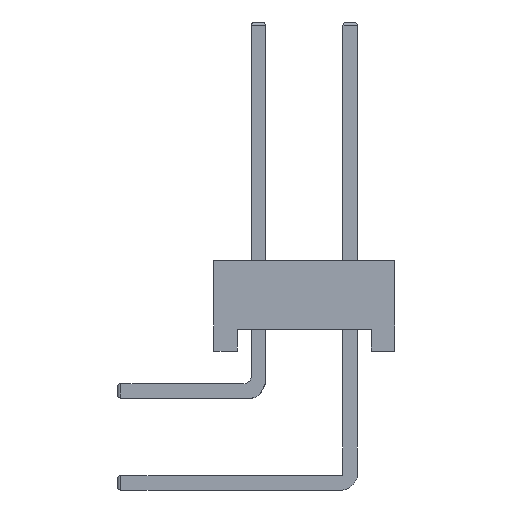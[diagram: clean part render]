
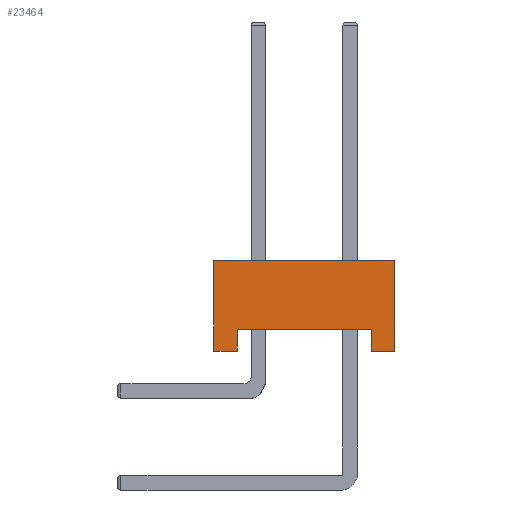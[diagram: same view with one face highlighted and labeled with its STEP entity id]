
A CAD part, left-side view. The second image highlights one B-rep face of the part: STEP entity #23464.
In plain terms, the highlighted planar face has unit normal (-1, 0, 0).
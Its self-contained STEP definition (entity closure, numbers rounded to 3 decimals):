
#398 = CARTESIAN_POINT ( 'NONE',  ( -12.98, -2.5, 0. ) ) ;
#399 = CARTESIAN_POINT ( 'NONE',  ( -12.98, -1.85, 0. ) ) ;
#538 = CARTESIAN_POINT ( 'NONE',  ( -12.98, -2.5, 2.5 ) ) ;
#701 = CARTESIAN_POINT ( 'NONE',  ( -12.98, 2.5, 0. ) ) ;
#718 = CARTESIAN_POINT ( 'NONE',  ( -12.98, 2.5, 2.5 ) ) ;
#2466 = CARTESIAN_POINT ( 'NONE',  ( -12.98, -1.85, 0.6 ) ) ;
#2482 = CARTESIAN_POINT ( 'NONE',  ( -12.98, 1.85, 0. ) ) ;
#2484 = CARTESIAN_POINT ( 'NONE',  ( -12.98, 1.85, 0.6 ) ) ;
#3097 = ORIENTED_EDGE ( 'NONE', *, *, #8051, .T. ) ;
#3098 = ORIENTED_EDGE ( 'NONE', *, *, #8132, .F. ) ;
#3099 = ORIENTED_EDGE ( 'NONE', *, *, #8228, .F. ) ;
#3100 = ORIENTED_EDGE ( 'NONE', *, *, #8052, .T. ) ;
#3101 = ORIENTED_EDGE ( 'NONE', *, *, #12053, .T. ) ;
#3102 = ORIENTED_EDGE ( 'NONE', *, *, #8053, .F. ) ;
#3103 = ORIENTED_EDGE ( 'NONE', *, *, #8055, .T. ) ;
#3104 = ORIENTED_EDGE ( 'NONE', *, *, #8057, .T. ) ;
#8051 = EDGE_CURVE ( 'NONE', #15753, #19056, #29179, .T. ) ;
#8052 = EDGE_CURVE ( 'NONE', #19142, #19256, #29157, .T. ) ;
#8053 = EDGE_CURVE ( 'NONE', #15781, #19246, #29185, .T. ) ;
#8055 = EDGE_CURVE ( 'NONE', #15781, #15784, #29191, .T. ) ;
#8057 = EDGE_CURVE ( 'NONE', #15784, #15753, #29197, .T. ) ;
#8132 = EDGE_CURVE ( 'NONE', #19055, #19056, #25116, .T. ) ;
#8228 = EDGE_CURVE ( 'NONE', #19142, #19055, #25414, .T. ) ;
#10737 = VECTOR ( 'NONE', #29184, 1000. ) ;
#10742 = VECTOR ( 'NONE', #29182, 1000. ) ;
#10744 = VECTOR ( 'NONE', #29188, 1000. ) ;
#10746 = VECTOR ( 'NONE', #29193, 1000. ) ;
#10748 = VECTOR ( 'NONE', #29199, 1000. ) ;
#10823 = VECTOR ( 'NONE', #25119, 1000. ) ;
#10919 = VECTOR ( 'NONE', #25417, 1000. ) ;
#11063 = PLANE ( 'NONE',  #28215 ) ;
#11065 = CARTESIAN_POINT ( 'NONE',  ( -12.98, -20.705, 2.5 ) ) ;
#11069 = FACE_OUTER_BOUND ( 'NONE', #17235, .T. ) ;
#11071 = DIRECTION ( 'NONE',  ( -1., 0., 0. ) ) ;
#11072 = DIRECTION ( 'NONE',  ( 0., 0., 1. ) ) ;
#12053 = EDGE_CURVE ( 'NONE', #19256, #19246, #21777, .T. ) ;
#15753 = VERTEX_POINT ( 'NONE', #2466 ) ;
#15781 = VERTEX_POINT ( 'NONE', #2482 ) ;
#15784 = VERTEX_POINT ( 'NONE', #2484 ) ;
#17235 = EDGE_LOOP ( 'NONE', ( #3097, #3098, #3099, #3100, #3101, #3102, #3103, #3104 ) ) ;
#17342 = VECTOR ( 'NONE', #21779, 1000. ) ;
#19055 = VERTEX_POINT ( 'NONE', #398 ) ;
#19056 = VERTEX_POINT ( 'NONE', #399 ) ;
#19142 = VERTEX_POINT ( 'NONE', #538 ) ;
#19246 = VERTEX_POINT ( 'NONE', #701 ) ;
#19256 = VERTEX_POINT ( 'NONE', #718 ) ;
#21777 = LINE ( 'NONE', #21778, #17342 ) ;
#21778 = CARTESIAN_POINT ( 'NONE',  ( -12.98, 2.5, 2.5 ) ) ;
#21779 = DIRECTION ( 'NONE',  ( 0., 0., -1. ) ) ;
#23464 = ADVANCED_FACE ( 'NONE', ( #11069 ), #11063, .T. ) ;
#25116 = LINE ( 'NONE', #25118, #10823 ) ;
#25118 = CARTESIAN_POINT ( 'NONE',  ( -12.98, -20.705, 0. ) ) ;
#25119 = DIRECTION ( 'NONE',  ( 0., 1., 0. ) ) ;
#25414 = LINE ( 'NONE', #25416, #10919 ) ;
#25416 = CARTESIAN_POINT ( 'NONE',  ( -12.98, -2.5, 2.5 ) ) ;
#25417 = DIRECTION ( 'NONE',  ( 0., 0., -1. ) ) ;
#28215 = AXIS2_PLACEMENT_3D ( 'NONE', #11065, #11071, #11072 ) ;
#29157 = LINE ( 'NONE', #29183, #10737 ) ;
#29179 = LINE ( 'NONE', #29181, #10742 ) ;
#29181 = CARTESIAN_POINT ( 'NONE',  ( -12.98, -1.85, 0. ) ) ;
#29182 = DIRECTION ( 'NONE',  ( 0., 0., -1. ) ) ;
#29183 = CARTESIAN_POINT ( 'NONE',  ( -12.98, -20.705, 2.5 ) ) ;
#29184 = DIRECTION ( 'NONE',  ( 0., 1., 0. ) ) ;
#29185 = LINE ( 'NONE', #29187, #10744 ) ;
#29187 = CARTESIAN_POINT ( 'NONE',  ( -12.98, -20.705, 0. ) ) ;
#29188 = DIRECTION ( 'NONE',  ( 0., 1., 0. ) ) ;
#29191 = LINE ( 'NONE', #29192, #10746 ) ;
#29192 = CARTESIAN_POINT ( 'NONE',  ( -12.98, 1.85, 0. ) ) ;
#29193 = DIRECTION ( 'NONE',  ( 0., 0., 1. ) ) ;
#29197 = LINE ( 'NONE', #29198, #10748 ) ;
#29198 = CARTESIAN_POINT ( 'NONE',  ( -12.98, 1.85, 0.6 ) ) ;
#29199 = DIRECTION ( 'NONE',  ( 0., -1., 0. ) ) ;
